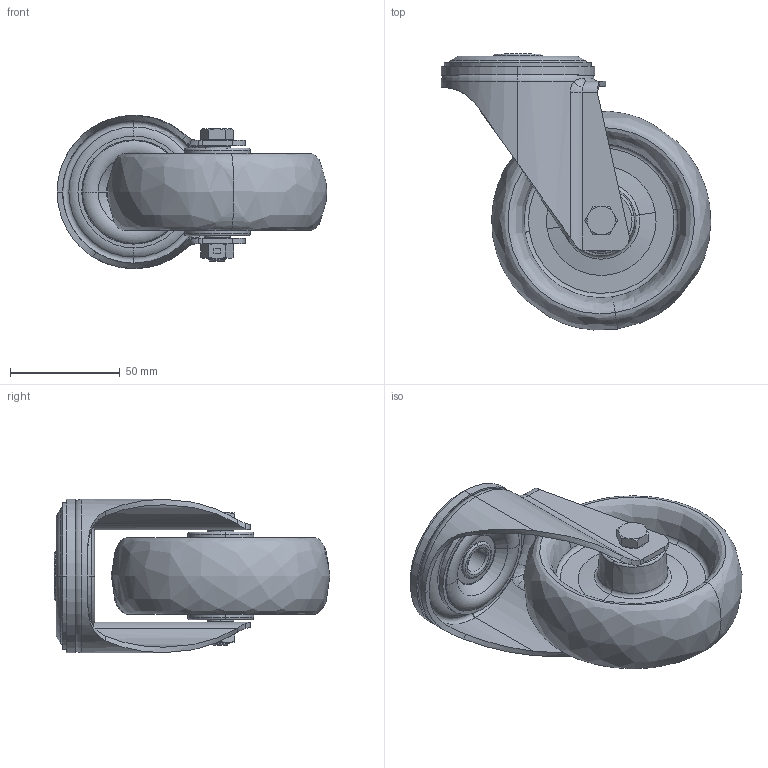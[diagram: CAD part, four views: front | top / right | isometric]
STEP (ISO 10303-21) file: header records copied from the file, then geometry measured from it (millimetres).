
FILE_DESCRIPTION (( 'STEP AP214' ), '1' );
FILE_NAME ('0056049.step', '2023-06-20T10:08:06', ( '' ), ( '' ), 'SwSTEP 2.0', 'SolidWorks 2020', '' );
FILE_SCHEMA (( 'AUTOMOTIVE_DESIGN' ));
Length unit declared in the file: millimetre
Products named in the file (1): 0056049
Bounding box: 122.99 x 125.88 x 70 mm (x, y, z)
Volume: 203984.3 mm3; surface area: 83868.5 mm2
Topology: 9 solids, 10 shells, 456 faces, 1051 edges, 643 vertices
Faces by surface type: plane 174, torus 84, cylinder 73, cone 64, bspline 61
Entity records: 21570 total; most frequent: CARTESIAN_POINT 6364, ORIENTED_EDGE 2102, DIRECTION 2036, EDGE_CURVE 1051, AXIS2_PLACEMENT_3D 776, VERTEX_POINT 643, EDGE_LOOP 506, LINE 484
